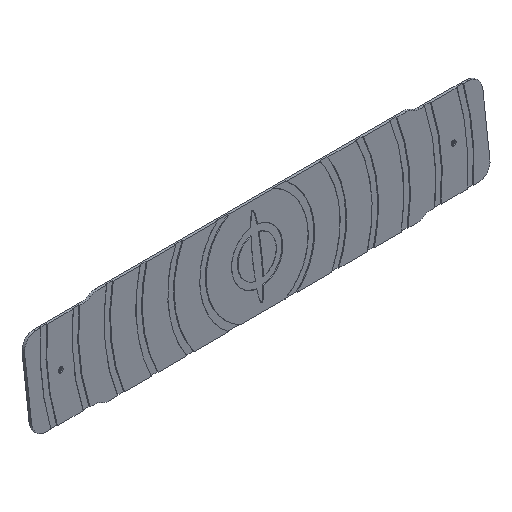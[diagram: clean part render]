
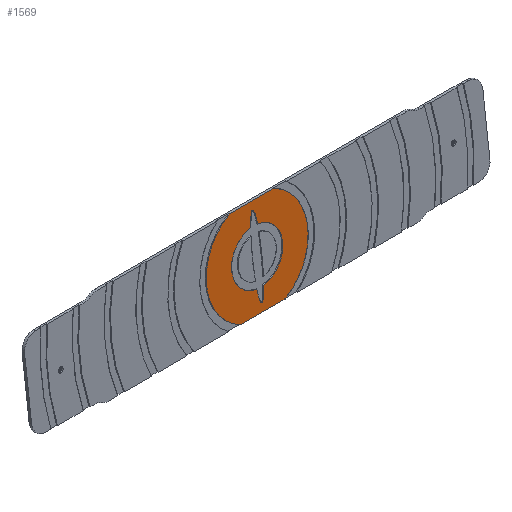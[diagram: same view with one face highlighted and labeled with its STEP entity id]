
A CAD part, isometric view. The second image highlights one B-rep face of the part: STEP entity #1569.
In plain terms, the highlighted planar face has unit normal (0, -0.993, 0.122).
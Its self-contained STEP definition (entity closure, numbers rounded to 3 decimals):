
#15=ELLIPSE('',#1667,30.,3.6);
#17=ELLIPSE('',#1669,30.,3.6);
#31=FACE_BOUND('',#178,.T.);
#40=PLANE('',#1674);
#86=FACE_OUTER_BOUND('',#177,.T.);
#177=EDGE_LOOP('',(#1076,#1077,#1078,#1079));
#178=EDGE_LOOP('',(#1080,#1081,#1082,#1083));
#270=LINE('',#2419,#414);
#271=LINE('',#2422,#415);
#414=VECTOR('',#1898,10.);
#415=VECTOR('',#1901,10.);
#558=CIRCLE('',#1672,20.);
#560=CIRCLE('',#1675,40.);
#561=CIRCLE('',#1676,40.);
#562=CIRCLE('',#1677,20.);
#650=VERTEX_POINT('',#2385);
#651=VERTEX_POINT('',#2386);
#654=VERTEX_POINT('',#2403);
#655=VERTEX_POINT('',#2404);
#658=VERTEX_POINT('',#2415);
#659=VERTEX_POINT('',#2416);
#660=VERTEX_POINT('',#2418);
#661=VERTEX_POINT('',#2420);
#814=EDGE_CURVE('',#650,#651,#15,.T.);
#818=EDGE_CURVE('',#654,#655,#17,.T.);
#822=EDGE_CURVE('',#655,#650,#558,.T.);
#824=EDGE_CURVE('',#658,#659,#560,.T.);
#825=EDGE_CURVE('',#659,#660,#270,.T.);
#826=EDGE_CURVE('',#660,#661,#561,.T.);
#827=EDGE_CURVE('',#661,#658,#271,.T.);
#828=EDGE_CURVE('',#651,#654,#562,.T.);
#1076=ORIENTED_EDGE('',*,*,#824,.T.);
#1077=ORIENTED_EDGE('',*,*,#825,.T.);
#1078=ORIENTED_EDGE('',*,*,#826,.T.);
#1079=ORIENTED_EDGE('',*,*,#827,.T.);
#1080=ORIENTED_EDGE('',*,*,#814,.T.);
#1081=ORIENTED_EDGE('',*,*,#828,.T.);
#1082=ORIENTED_EDGE('',*,*,#818,.T.);
#1083=ORIENTED_EDGE('',*,*,#822,.T.);
#1569=ADVANCED_FACE('',(#86,#31),#40,.F.);
#1667=AXIS2_PLACEMENT_3D('',#2387,#1876,#1877);
#1669=AXIS2_PLACEMENT_3D('',#2405,#1882,#1883);
#1672=AXIS2_PLACEMENT_3D('',#2412,#1890,#1891);
#1674=AXIS2_PLACEMENT_3D('',#2414,#1894,#1895);
#1675=AXIS2_PLACEMENT_3D('',#2417,#1896,#1897);
#1676=AXIS2_PLACEMENT_3D('',#2421,#1899,#1900);
#1677=AXIS2_PLACEMENT_3D('',#2423,#1902,#1903);
#1876=DIRECTION('center_axis',(0.,0.993,-0.122));
#1877=DIRECTION('ref_axis',(0.,0.122,0.993));
#1882=DIRECTION('center_axis',(0.,0.993,-0.122));
#1883=DIRECTION('ref_axis',(0.,0.122,0.993));
#1890=DIRECTION('center_axis',(0.,0.993,-0.122));
#1891=DIRECTION('ref_axis',(1.,0.,0.));
#1894=DIRECTION('center_axis',(0.,0.993,-0.122));
#1895=DIRECTION('ref_axis',(0.,0.122,0.993));
#1896=DIRECTION('center_axis',(0.,-0.993,0.122));
#1897=DIRECTION('ref_axis',(1.,0.,0.));
#1898=DIRECTION('',(-1.,0.,0.));
#1899=DIRECTION('center_axis',(0.,-0.993,0.122));
#1900=DIRECTION('ref_axis',(1.,0.,0.));
#1901=DIRECTION('',(1.,0.,0.));
#1902=DIRECTION('center_axis',(0.,0.993,-0.122));
#1903=DIRECTION('ref_axis',(1.,0.,0.));
#2385=CARTESIAN_POINT('',(197.965,-20.405,30.723));
#2386=CARTESIAN_POINT('',(192.56,-20.405,30.723));
#2387=CARTESIAN_POINT('Origin',(195.263,-17.99,50.392));
#2403=CARTESIAN_POINT('',(192.56,-15.575,70.061));
#2404=CARTESIAN_POINT('',(197.965,-15.575,70.061));
#2405=CARTESIAN_POINT('Origin',(195.263,-17.99,50.392));
#2412=CARTESIAN_POINT('Origin',(195.263,-17.99,50.392));
#2414=CARTESIAN_POINT('Origin',(195.263,-17.99,50.392));
#2415=CARTESIAN_POINT('',(212.781,-22.373,14.7));
#2416=CARTESIAN_POINT('',(212.781,-13.608,86.084));
#2417=CARTESIAN_POINT('Origin',(195.263,-17.99,50.392));
#2418=CARTESIAN_POINT('',(177.744,-13.608,86.084));
#2419=CARTESIAN_POINT('',(14.5,-13.608,86.084));
#2420=CARTESIAN_POINT('',(177.744,-22.373,14.7));
#2421=CARTESIAN_POINT('Origin',(195.263,-17.99,50.392));
#2422=CARTESIAN_POINT('',(376.025,-22.373,14.7));
#2423=CARTESIAN_POINT('Origin',(195.263,-17.99,50.392));
